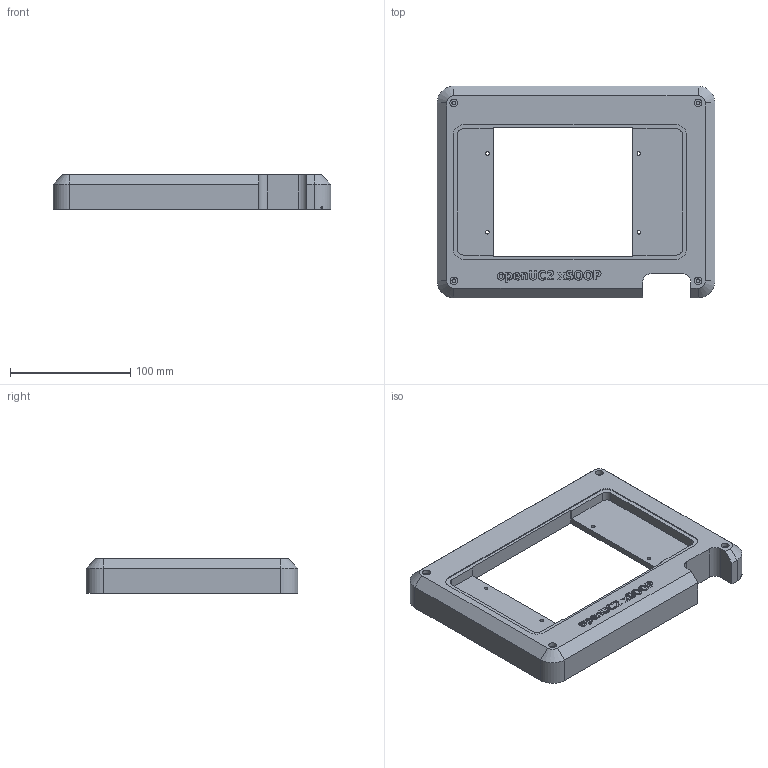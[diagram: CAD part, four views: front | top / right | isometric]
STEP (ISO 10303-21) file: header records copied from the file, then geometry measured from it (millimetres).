
FILE_DESCRIPTION(/* description */ (''),/* implementation_level */ '2;1');
FILE_NAME(/* name */ '60_Planktoscope_RaspiScreenHolder_v0.stp',/* time_stamp */ '2024-06-29T10:42:09+02:00',/* author */ ('diederichbenedict'),/* organization */ (''),/* preprocessor_version */ 'ST-DEVELOPER v20',/* originating_system */ 'Autodesk Inventor 2024',/* authorisation */ '');
FILE_SCHEMA (('AUTOMOTIVE_DESIGN { 1 0 10303 214 3 1 1 }'));
Length unit declared in the file: millimetre
Products named in the file (1): 60_Planktoscope_RaspiScreenHolder_v0
Bounding box: 231 x 176 x 29.02 mm (x, y, z)
Volume: 372050.1 mm3; surface area: 94961.9 mm2
Topology: 1 solids, 1 shells, 300 faces, 784 edges, 519 vertices
Faces by surface type: plane 149, bspline 113, cylinder 34, cone 4
Full cylindrical faces by diameter (mm): 3 x4, 3.3 x4, 6.5 x4
Entity records: 9818 total; most frequent: CARTESIAN_POINT 3079, ORIENTED_EDGE 1568, DIRECTION 1007, EDGE_CURVE 784, VERTEX_POINT 519, LINE 481, VECTOR 481, EDGE_LOOP 343
